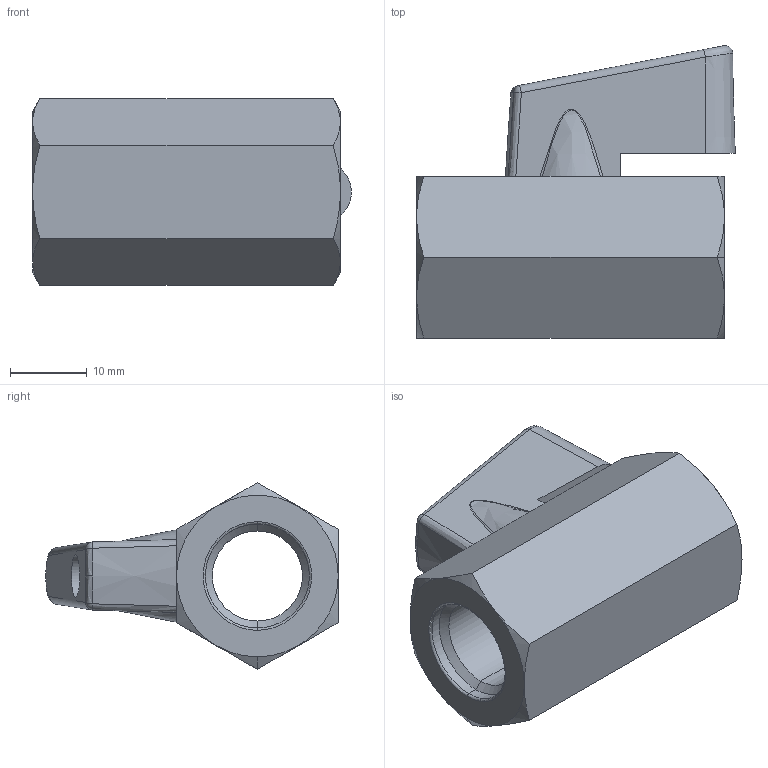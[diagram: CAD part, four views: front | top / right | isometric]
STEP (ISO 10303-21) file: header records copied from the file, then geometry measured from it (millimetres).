
FILE_DESCRIPTION (( 'STEP AP214' ), '1' );
FILE_NAME ('IT-MINI12502_R.STEP', '2018-09-14T13:47:42', ( '' ), ( '' ), 'SwSTEP 2.0', 'SolidWorks 2018', '' );
FILE_SCHEMA (( 'AUTOMOTIVE_DESIGN' ));
Length unit declared in the file: millimetre
Products named in the file (1): IT-MINI12502_R
Bounding box: 41.42 x 37.98 x 24.25 mm (x, y, z)
Surface area: 5616.8 mm2 (no closed solid volume)
Topology: 0 solids, 3 shells, 94 faces, 325 edges, 248 vertices
Faces by surface type: plane 41, cone 28, cylinder 10, bspline 7, torus 4, sphere 4
Entity records: 5711 total; most frequent: CARTESIAN_POINT 3525, ORIENTED_EDGE 593, EDGE_CURVE 325, B_SPLINE_CURVE_WITH_KNOTS 320, VERTEX_POINT 248, DIRECTION 176, EDGE_LOOP 113, FACE_OUTER_BOUND 94
